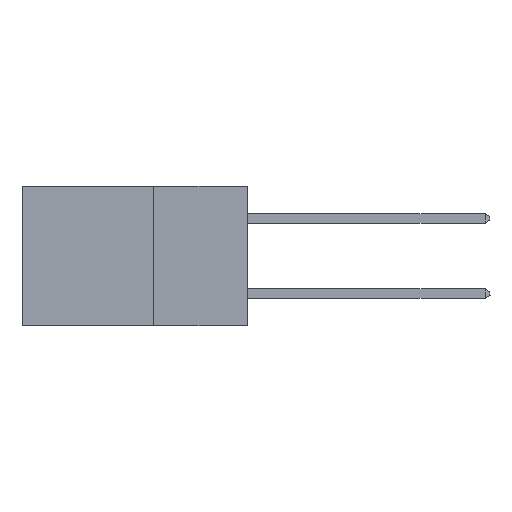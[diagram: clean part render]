
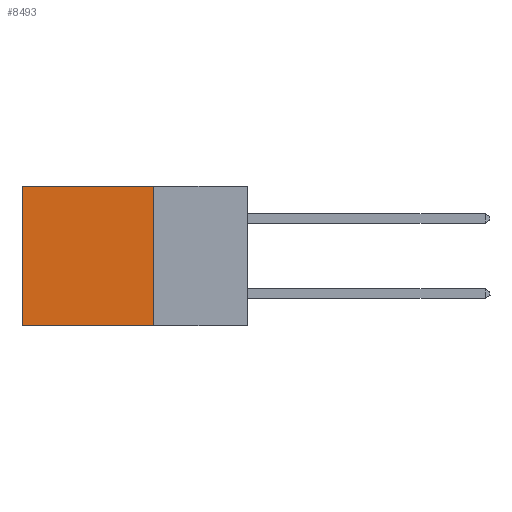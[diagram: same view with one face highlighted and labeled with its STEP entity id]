
A CAD part, left-side view. The second image highlights one B-rep face of the part: STEP entity #8493.
In plain terms, the highlighted planar face has unit normal (-1, 0, 0).
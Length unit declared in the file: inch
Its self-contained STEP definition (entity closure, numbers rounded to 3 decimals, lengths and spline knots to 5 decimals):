
#529 = DIRECTION ( 'NONE',  ( 0., 1., 0. ) ) ;
#566 = CARTESIAN_POINT ( 'NONE',  ( 0.298, 0.25, -0.37 ) ) ;
#651 = EDGE_CURVE ( 'NONE', #5210, #4539, #12175, .T. ) ;
#1396 = CARTESIAN_POINT ( 'NONE',  ( 0.298, 0.6, 0. ) ) ;
#2120 = CARTESIAN_POINT ( 'NONE',  ( 0.298, 0.25, 0. ) ) ;
#2230 = CARTESIAN_POINT ( 'NONE',  ( 0.298, 0.25, 0. ) ) ;
#2261 = EDGE_CURVE ( 'NONE', #11159, #10709, #5087, .T. ) ;
#2315 = CARTESIAN_POINT ( 'NONE',  ( 0.298, 0.25, 0. ) ) ;
#2778 = EDGE_CURVE ( 'NONE', #5210, #11159, #5377, .T. ) ;
#3294 = DIRECTION ( 'NONE',  ( 0., 0., -1. ) ) ;
#3642 = EDGE_LOOP ( 'NONE', ( #8943, #11246, #4248, #5618 ) ) ;
#4025 = CARTESIAN_POINT ( 'NONE',  ( 0.298, 0.25, -0.37 ) ) ;
#4216 = DIRECTION ( 'NONE',  ( 0., 0., -1. ) ) ;
#4248 = ORIENTED_EDGE ( 'NONE', *, *, #2778, .F. ) ;
#4539 = VERTEX_POINT ( 'NONE', #5775 ) ;
#5087 = LINE ( 'NONE', #566, #9778 ) ;
#5210 = VERTEX_POINT ( 'NONE', #12057 ) ;
#5377 = LINE ( 'NONE', #2230, #7494 ) ;
#5618 = ORIENTED_EDGE ( 'NONE', *, *, #651, .T. ) ;
#5775 = CARTESIAN_POINT ( 'NONE',  ( 0.298, 0.6, 0. ) ) ;
#7031 = VECTOR ( 'NONE', #4216, 39.37008 ) ;
#7129 = CARTESIAN_POINT ( 'NONE',  ( 0.298, 0.6, -0.37 ) ) ;
#7281 = DIRECTION ( 'NONE',  ( 0., 0., -1. ) ) ;
#7329 = LINE ( 'NONE', #1396, #7031 ) ;
#7385 = VECTOR ( 'NONE', #8931, 39.37008 ) ;
#7494 = VECTOR ( 'NONE', #7281, 39.37008 ) ;
#8232 = PLANE ( 'NONE',  #9584 ) ;
#8493 = ADVANCED_FACE ( 'NONE', ( #9635 ), #8232, .F. ) ;
#8931 = DIRECTION ( 'NONE',  ( 0., 1., 0. ) ) ;
#8943 = ORIENTED_EDGE ( 'NONE', *, *, #11244, .T. ) ;
#9090 = DIRECTION ( 'NONE',  ( 1., 0., 0. ) ) ;
#9584 = AXIS2_PLACEMENT_3D ( 'NONE', #2315, #9090, #3294 ) ;
#9635 = FACE_OUTER_BOUND ( 'NONE', #3642, .T. ) ;
#9778 = VECTOR ( 'NONE', #529, 39.37008 ) ;
#10709 = VERTEX_POINT ( 'NONE', #7129 ) ;
#11159 = VERTEX_POINT ( 'NONE', #4025 ) ;
#11244 = EDGE_CURVE ( 'NONE', #4539, #10709, #7329, .T. ) ;
#11246 = ORIENTED_EDGE ( 'NONE', *, *, #2261, .F. ) ;
#12057 = CARTESIAN_POINT ( 'NONE',  ( 0.298, 0.25, 0. ) ) ;
#12175 = LINE ( 'NONE', #2120, #7385 ) ;
